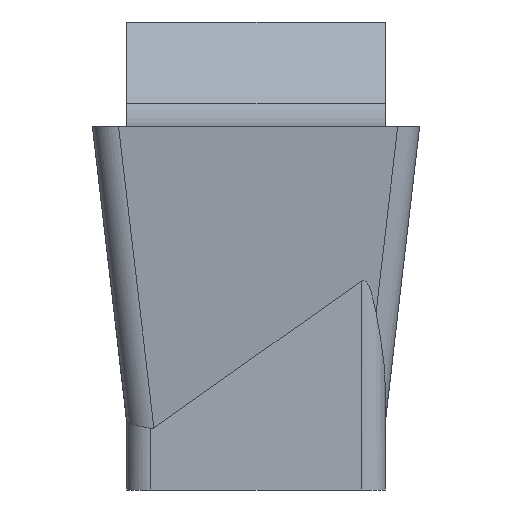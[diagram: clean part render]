
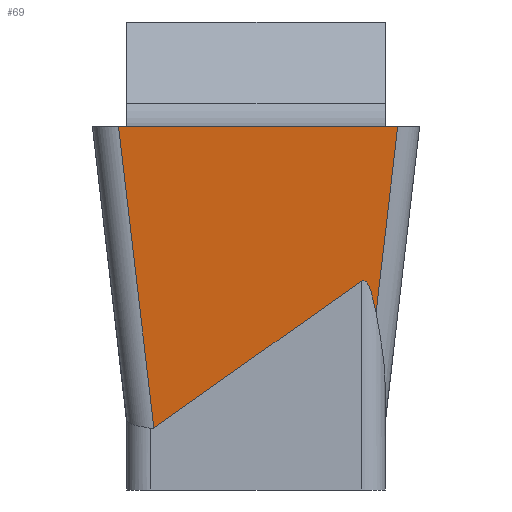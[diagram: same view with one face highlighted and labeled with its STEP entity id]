
A CAD part, front view. The second image highlights one B-rep face of the part: STEP entity #69.
In plain terms, the highlighted planar face has unit normal (0.086, -0.989, -0.122).
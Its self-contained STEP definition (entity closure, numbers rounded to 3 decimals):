
#69=ADVANCED_FACE('I235_3D2C_HEAD_RIGHT_UDF_SU2',(#123),#97,.F.);
#97=PLANE('',#746);
#123=FACE_OUTER_BOUND('',#157,.T.);
#157=EDGE_LOOP('',(#311,#312,#313,#314,#315));
#189=ELLIPSE('',#728,2.462,0.3);
#311=ORIENTED_EDGE('',*,*,#531,.T.);
#312=ORIENTED_EDGE('',*,*,#496,.T.);
#313=ORIENTED_EDGE('',*,*,#502,.F.);
#314=ORIENTED_EDGE('',*,*,#532,.T.);
#315=ORIENTED_EDGE('',*,*,#526,.F.);
#428=VERTEX_POINT('',#1114);
#429=VERTEX_POINT('',#1115);
#433=VERTEX_POINT('',#1128);
#446=VERTEX_POINT('',#1197);
#447=VERTEX_POINT('',#1199);
#496=EDGE_CURVE('',#428,#429,#575,.T.);
#502=EDGE_CURVE('',#433,#429,#189,.T.);
#526=EDGE_CURVE('',#446,#447,#592,.T.);
#531=EDGE_CURVE('',#446,#428,#595,.T.);
#532=EDGE_CURVE('',#433,#447,#596,.T.);
#575=LINE('',#1113,#635);
#592=LINE('',#1198,#652);
#595=LINE('',#1212,#655);
#596=LINE('',#1213,#656);
#635=VECTOR('',#826,1.);
#652=VECTOR('',#877,1.);
#655=VECTOR('',#886,1.);
#656=VECTOR('',#887,1.);
#728=AXIS2_PLACEMENT_3D('',#1129,#834,#835);
#746=AXIS2_PLACEMENT_3D('',#1214,#888,#889);
#826=DIRECTION('',(0.815,0.,0.579));
#834=DIRECTION('',(0.087,-0.989,-0.122));
#835=DIRECTION('',(-0.011,0.121,-0.993));
#877=DIRECTION('',(0.996,0.087,0.));
#886=DIRECTION('',(0.116,0.131,-0.985));
#887=DIRECTION('',(0.115,-0.112,0.987));
#888=DIRECTION('',(-0.087,0.989,0.122));
#889=DIRECTION('',(0.116,0.131,-0.985));
#1113=CARTESIAN_POINT('',(1.337,0.539,-1.884));
#1114=CARTESIAN_POINT('',(-1.263,0.539,-3.73));
#1115=CARTESIAN_POINT('',(1.3,0.539,-1.911));
#1128=CARTESIAN_POINT('',(1.486,0.603,-2.301));
#1129=CARTESIAN_POINT('',(1.3,0.839,-4.345));
#1197=CARTESIAN_POINT('',(-1.701,0.041,0.));
#1198=CARTESIAN_POINT('',(-0.002,0.19,0.));
#1199=CARTESIAN_POINT('',(1.753,0.343,0.));
#1212=CARTESIAN_POINT('',(-1.442,0.335,-2.205));
#1213=CARTESIAN_POINT('',(1.452,0.636,-2.587));
#1214=CARTESIAN_POINT('',(-1.781,0.311,-2.248));
